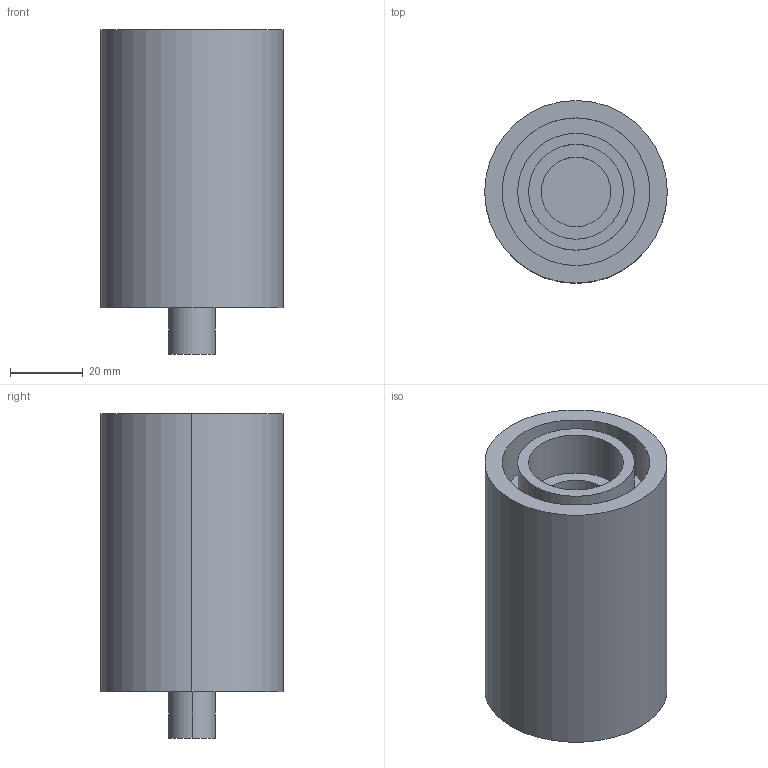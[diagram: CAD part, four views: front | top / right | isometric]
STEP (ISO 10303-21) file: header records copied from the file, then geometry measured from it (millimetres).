
FILE_DESCRIPTION (( 'STEP AP203' ), '1' );
FILE_NAME ('587886211.STEP', '2015-03-23T17:22:27', ( 'enduser' ), ( '' ), 'SwSTEP 2.0', 'SolidWorks 2014', '' );
FILE_SCHEMA (( 'CONFIG_CONTROL_DESIGN' ));
Length unit declared in the file: inch
Products named in the file (1): 587886211
Bounding box: 50.04 x 50.04 x 88.9 mm (x, y, z)
Volume: 127403.5 mm3; surface area: 27472.4 mm2
Topology: 1 solids, 1 shells, 25 faces, 48 edges, 32 vertices
Faces by surface type: cylinder 16, plane 9
Entity records: 733 total; most frequent: DIRECTION 132, CARTESIAN_POINT 106, ORIENTED_EDGE 96, AXIS2_PLACEMENT_3D 58, EDGE_CURVE 48, CIRCLE 32, VERTEX_POINT 32, EDGE_LOOP 32
